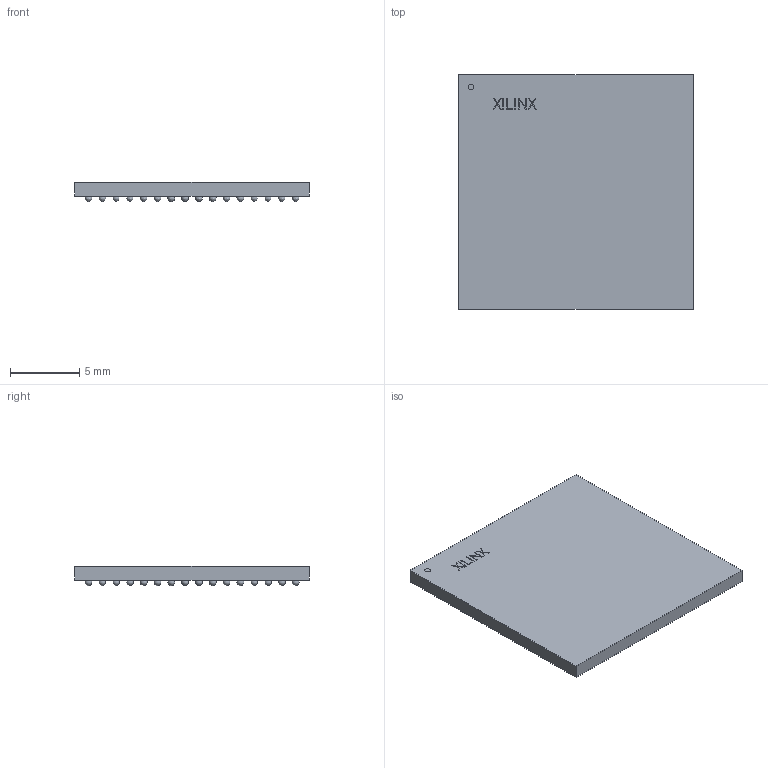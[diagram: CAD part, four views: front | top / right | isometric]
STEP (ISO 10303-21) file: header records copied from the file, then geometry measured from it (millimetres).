
FILE_DESCRIPTION(/* description */ (''),/* implementation_level */ '2;1');
FILE_NAME(/* name */ 'FTG256.step',/* time_stamp */ '2021-05-10T21:29:57+02:00',/* author */ (''),/* organization */ (''),/* preprocessor_version */ 'ST-DEVELOPER v18.1',/* originating_system */ 'Autodesk Translation Framework v10.6.0.1341',/* authorisation */ '');
FILE_SCHEMA (('AUTOMOTIVE_DESIGN { 1 0 10303 214 3 1 1 }'));
Length unit declared in the file: millimetre
Products named in the file (5): FTG256; Company_String; Body; Ball_Array; A1_Mark
Assembly tree (4 placements, depth 2):
  FTG256
    Company_String
    Body
    Ball_Array
    A1_Mark
Bounding box: 17 x 17 x 1.4 mm (x, y, z)
Volume: 305.8 mm3; surface area: 848.2 mm2
Topology: 264 solids, 264 shells, 329 faces, 939 edges, 626 vertices
Faces by surface type: sphere 256, plane 70, bspline 2, cylinder 1
Full cylindrical faces by diameter (mm): 0.4 x1
Entity records: 8105 total; most frequent: CARTESIAN_POINT 1409, DIRECTION 1353, ORIENTED_EDGE 854, VERTEX_POINT 626, AXIS2_PLACEMENT_3D 594, EDGE_CURVE 427, FACE_OUTER_BOUND 329, EDGE_LOOP 329
